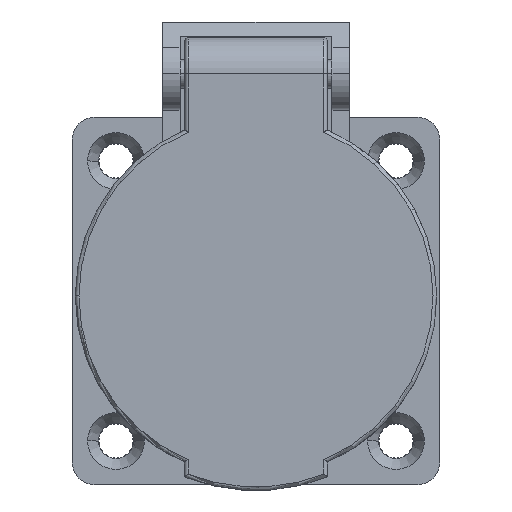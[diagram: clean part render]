
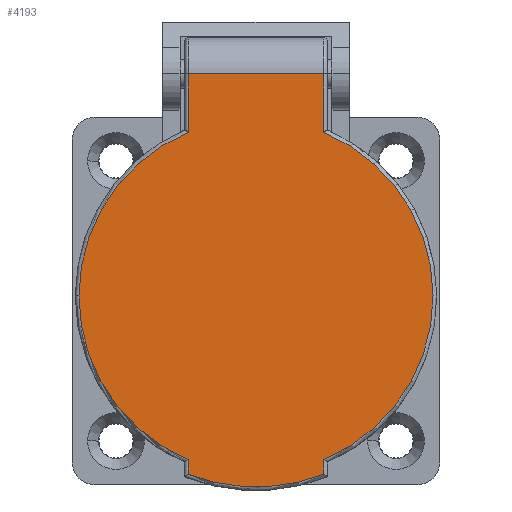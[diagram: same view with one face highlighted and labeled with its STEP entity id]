
A CAD part, top view. The second image highlights one B-rep face of the part: STEP entity #4193.
In plain terms, the highlighted planar face has unit normal (0, 0, 1).
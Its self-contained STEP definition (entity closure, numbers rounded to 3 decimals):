
#368 = VERTEX_POINT ( 'NONE', #9493 ) ;
#497 = CARTESIAN_POINT ( 'NONE',  ( -9.35, -23.864, 17.2 ) ) ;
#565 = VERTEX_POINT ( 'NONE', #3645 ) ;
#618 = DIRECTION ( 'NONE',  ( 0., 0., -1. ) ) ;
#707 = EDGE_CURVE ( 'NONE', #565, #9404, #1755, .T. ) ;
#774 = CIRCLE ( 'NONE', #10316, 24.35 ) ;
#804 = EDGE_CURVE ( 'NONE', #11587, #2037, #7695, .T. ) ;
#884 = VECTOR ( 'NONE', #10068, 1000. ) ;
#1272 = DIRECTION ( 'NONE',  ( 0., 0., 1. ) ) ;
#1333 = EDGE_CURVE ( 'NONE', #7040, #565, #6275, .T. ) ;
#1747 = CARTESIAN_POINT ( 'NONE',  ( 9.3, 31.2, 17.2 ) ) ;
#1755 = CIRCLE ( 'NONE', #5073, 24.35 ) ;
#1835 = CARTESIAN_POINT ( 'NONE',  ( 0., 0.664, 17.2 ) ) ;
#1843 = ORIENTED_EDGE ( 'NONE', *, *, #2713, .T. ) ;
#2037 = VERTEX_POINT ( 'NONE', #10717 ) ;
#2175 = LINE ( 'NONE', #4323, #884 ) ;
#2713 = EDGE_CURVE ( 'NONE', #9404, #11587, #14214, .T. ) ;
#2788 = ORIENTED_EDGE ( 'NONE', *, *, #804, .T. ) ;
#3092 = ORIENTED_EDGE ( 'NONE', *, *, #5371, .T. ) ;
#3367 = EDGE_CURVE ( 'NONE', #2037, #3517, #2175, .T. ) ;
#3473 = DIRECTION ( 'NONE',  ( -1., 0., 0. ) ) ;
#3517 = VERTEX_POINT ( 'NONE', #7006 ) ;
#3645 = CARTESIAN_POINT ( 'NONE',  ( -24.35, 0.664, 17.2 ) ) ;
#3699 = DIRECTION ( 'NONE',  ( 0., 1., 0. ) ) ;
#4193 = ADVANCED_FACE ( 'NONE', ( #10702 ), #10859, .F. ) ;
#4323 = CARTESIAN_POINT ( 'NONE',  ( 9.35, 0.664, 17.2 ) ) ;
#4621 = DIRECTION ( 'NONE',  ( 0., -1., 0. ) ) ;
#4793 = AXIS2_PLACEMENT_3D ( 'NONE', #11917, #618, #10555 ) ;
#4976 = VERTEX_POINT ( 'NONE', #1747 ) ;
#5073 = AXIS2_PLACEMENT_3D ( 'NONE', #13449, #12757, #3473 ) ;
#5348 = VECTOR ( 'NONE', #12835, 1000. ) ;
#5371 = EDGE_CURVE ( 'NONE', #368, #7040, #6780, .T. ) ;
#5394 = DIRECTION ( 'NONE',  ( -1., 0., 0. ) ) ;
#5469 = ORIENTED_EDGE ( 'NONE', *, *, #9086, .T. ) ;
#5540 = CARTESIAN_POINT ( 'NONE',  ( 0., 0.664, 17.2 ) ) ;
#5576 = ORIENTED_EDGE ( 'NONE', *, *, #14794, .T. ) ;
#5674 = CARTESIAN_POINT ( 'NONE',  ( 9.3, 23.168, 17.2 ) ) ;
#5677 = DIRECTION ( 'NONE',  ( 0., 0., 1. ) ) ;
#5725 = CARTESIAN_POINT ( 'NONE',  ( 0., 0.664, 17.2 ) ) ;
#5845 = CARTESIAN_POINT ( 'NONE',  ( 0., 31.2, 17.2 ) ) ;
#5918 = LINE ( 'NONE', #13972, #10836 ) ;
#6059 = DIRECTION ( 'NONE',  ( 0., 0., 1. ) ) ;
#6077 = ORIENTED_EDGE ( 'NONE', *, *, #3367, .T. ) ;
#6275 = CIRCLE ( 'NONE', #10112, 24.35 ) ;
#6780 = LINE ( 'NONE', #12560, #8764 ) ;
#7006 = CARTESIAN_POINT ( 'NONE',  ( 9.35, -21.819, 17.2 ) ) ;
#7040 = VERTEX_POINT ( 'NONE', #9006 ) ;
#7096 = VECTOR ( 'NONE', #10663, 1000. ) ;
#7695 = CIRCLE ( 'NONE', #10813, 26.25 ) ;
#8163 = CARTESIAN_POINT ( 'NONE',  ( -9.35, -21.819, 17.2 ) ) ;
#8764 = VECTOR ( 'NONE', #4621, 1000. ) ;
#9006 = CARTESIAN_POINT ( 'NONE',  ( -9.3, 23.168, 17.2 ) ) ;
#9086 = EDGE_CURVE ( 'NONE', #4976, #368, #9383, .T. ) ;
#9289 = VERTEX_POINT ( 'NONE', #5674 ) ;
#9332 = ORIENTED_EDGE ( 'NONE', *, *, #10288, .T. ) ;
#9383 = LINE ( 'NONE', #5845, #5348 ) ;
#9404 = VERTEX_POINT ( 'NONE', #8163 ) ;
#9493 = CARTESIAN_POINT ( 'NONE',  ( -9.3, 31.2, 17.2 ) ) ;
#10059 = ORIENTED_EDGE ( 'NONE', *, *, #707, .T. ) ;
#10068 = DIRECTION ( 'NONE',  ( 0., 1., 0. ) ) ;
#10112 = AXIS2_PLACEMENT_3D ( 'NONE', #5725, #1272, #10161 ) ;
#10161 = DIRECTION ( 'NONE',  ( -1., 0., 0. ) ) ;
#10230 = ORIENTED_EDGE ( 'NONE', *, *, #1333, .T. ) ;
#10288 = EDGE_CURVE ( 'NONE', #3517, #9289, #774, .T. ) ;
#10316 = AXIS2_PLACEMENT_3D ( 'NONE', #5540, #5677, #5394 ) ;
#10555 = DIRECTION ( 'NONE',  ( -1., 0., 0. ) ) ;
#10663 = DIRECTION ( 'NONE',  ( 0., -1., 0. ) ) ;
#10702 = FACE_OUTER_BOUND ( 'NONE', #11753, .T. ) ;
#10717 = CARTESIAN_POINT ( 'NONE',  ( 9.35, -23.864, 17.2 ) ) ;
#10813 = AXIS2_PLACEMENT_3D ( 'NONE', #1835, #6059, #11851 ) ;
#10836 = VECTOR ( 'NONE', #3699, 1000. ) ;
#10859 = PLANE ( 'NONE',  #4793 ) ;
#11587 = VERTEX_POINT ( 'NONE', #497 ) ;
#11753 = EDGE_LOOP ( 'NONE', ( #5469, #3092, #10230, #10059, #1843, #2788, #6077, #9332, #5576 ) ) ;
#11851 = DIRECTION ( 'NONE',  ( -1., 0., 0. ) ) ;
#11917 = CARTESIAN_POINT ( 'NONE',  ( 0., 0.664, 17.2 ) ) ;
#11957 = CARTESIAN_POINT ( 'NONE',  ( -9.35, 0.664, 17.2 ) ) ;
#12560 = CARTESIAN_POINT ( 'NONE',  ( -9.3, 0.664, 17.2 ) ) ;
#12757 = DIRECTION ( 'NONE',  ( 0., 0., 1. ) ) ;
#12835 = DIRECTION ( 'NONE',  ( -1., 0., 0. ) ) ;
#13449 = CARTESIAN_POINT ( 'NONE',  ( 0., 0.664, 17.2 ) ) ;
#13972 = CARTESIAN_POINT ( 'NONE',  ( 9.3, 0.664, 17.2 ) ) ;
#14214 = LINE ( 'NONE', #11957, #7096 ) ;
#14794 = EDGE_CURVE ( 'NONE', #9289, #4976, #5918, .T. ) ;
